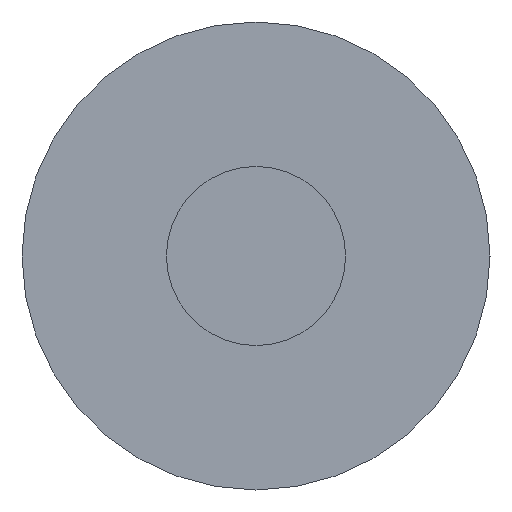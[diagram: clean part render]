
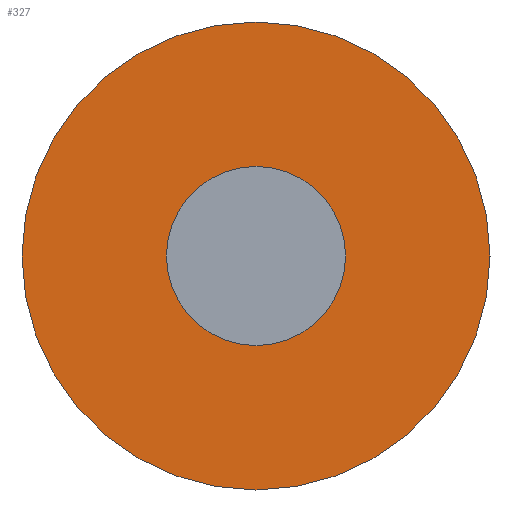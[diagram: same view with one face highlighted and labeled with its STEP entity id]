
A CAD part, left-side view. The second image highlights one B-rep face of the part: STEP entity #327.
In plain terms, the highlighted planar face has unit normal (-1, 0, 0).
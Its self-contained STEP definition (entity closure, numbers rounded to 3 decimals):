
#5 = CARTESIAN_POINT ( 'NONE',  ( 75.2, 0., 0. ) ) ;
#14 = EDGE_CURVE ( 'NONE', #514, #781, #730, .T. ) ;
#24 = PLANE ( 'NONE',  #753 ) ;
#52 = AXIS2_PLACEMENT_3D ( 'NONE', #750, #631, #764 ) ;
#57 = FACE_OUTER_BOUND ( 'NONE', #315, .T. ) ;
#75 = EDGE_CURVE ( 'NONE', #781, #514, #329, .T. ) ;
#83 = CARTESIAN_POINT ( 'NONE',  ( 75.2, 0., -2. ) ) ;
#85 = VERTEX_POINT ( 'NONE', #83 ) ;
#188 = DIRECTION ( 'NONE',  ( -1., 0., 0. ) ) ;
#198 = AXIS2_PLACEMENT_3D ( 'NONE', #5, #400, #461 ) ;
#216 = ORIENTED_EDGE ( 'NONE', *, *, #535, .F. ) ;
#257 = CARTESIAN_POINT ( 'NONE',  ( 75.2, 0., 2. ) ) ;
#275 = DIRECTION ( 'NONE',  ( 0., 0., 1. ) ) ;
#277 = ORIENTED_EDGE ( 'NONE', *, *, #14, .T. ) ;
#278 = DIRECTION ( 'NONE',  ( -1., 0., 0. ) ) ;
#295 = DIRECTION ( 'NONE',  ( 1., 0., 0. ) ) ;
#315 = EDGE_LOOP ( 'NONE', ( #277, #430 ) ) ;
#327 = ADVANCED_FACE ( 'NONE', ( #711, #57 ), #24, .F. ) ;
#329 = CIRCLE ( 'NONE', #682, 32. ) ;
#353 = EDGE_LOOP ( 'NONE', ( #216, #821 ) ) ;
#379 = DIRECTION ( 'NONE',  ( 0., 0., 1. ) ) ;
#400 = DIRECTION ( 'NONE',  ( -1., 0., 0. ) ) ;
#430 = ORIENTED_EDGE ( 'NONE', *, *, #75, .T. ) ;
#461 = DIRECTION ( 'NONE',  ( 0., 0., 1. ) ) ;
#514 = VERTEX_POINT ( 'NONE', #774 ) ;
#535 = EDGE_CURVE ( 'NONE', #621, #85, #718, .T. ) ;
#550 = CIRCLE ( 'NONE', #52, 2. ) ;
#580 = CARTESIAN_POINT ( 'NONE',  ( 75.2, 0., 0. ) ) ;
#612 = CARTESIAN_POINT ( 'NONE',  ( 75.2, 0., 0. ) ) ;
#621 = VERTEX_POINT ( 'NONE', #257 ) ;
#622 = DIRECTION ( 'NONE',  ( 0., 0., -1. ) ) ;
#631 = DIRECTION ( 'NONE',  ( -1., 0., 0. ) ) ;
#682 = AXIS2_PLACEMENT_3D ( 'NONE', #612, #278, #275 ) ;
#711 = FACE_BOUND ( 'NONE', #353, .T. ) ;
#718 = CIRCLE ( 'NONE', #844, 2. ) ;
#730 = CIRCLE ( 'NONE', #198, 32. ) ;
#738 = EDGE_CURVE ( 'NONE', #85, #621, #550, .T. ) ;
#750 = CARTESIAN_POINT ( 'NONE',  ( 75.2, 0., 0. ) ) ;
#753 = AXIS2_PLACEMENT_3D ( 'NONE', #824, #295, #622 ) ;
#764 = DIRECTION ( 'NONE',  ( 0., 0., 1. ) ) ;
#774 = CARTESIAN_POINT ( 'NONE',  ( 75.2, 0., 32. ) ) ;
#781 = VERTEX_POINT ( 'NONE', #819 ) ;
#819 = CARTESIAN_POINT ( 'NONE',  ( 75.2, 0., -32. ) ) ;
#821 = ORIENTED_EDGE ( 'NONE', *, *, #738, .F. ) ;
#824 = CARTESIAN_POINT ( 'NONE',  ( 75.2, 2., 0. ) ) ;
#844 = AXIS2_PLACEMENT_3D ( 'NONE', #580, #188, #379 ) ;
